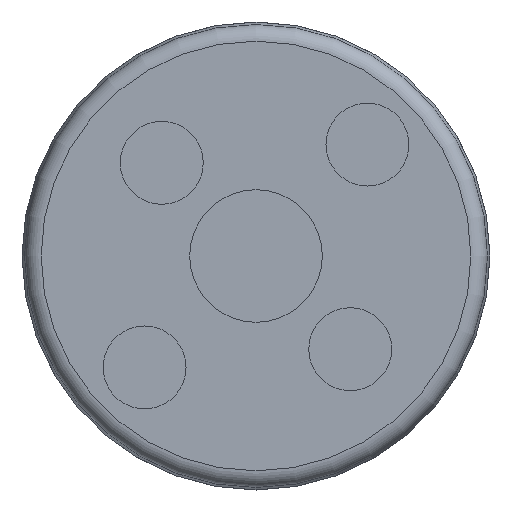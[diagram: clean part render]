
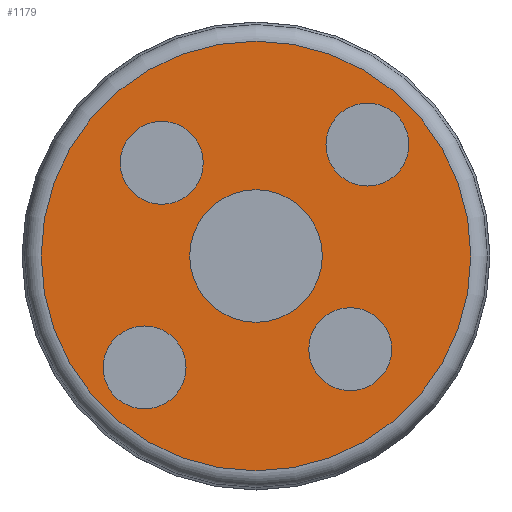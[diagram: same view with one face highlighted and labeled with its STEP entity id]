
A CAD part, front view. The second image highlights one B-rep face of the part: STEP entity #1179.
In plain terms, the highlighted planar face has unit normal (0, -1, 0).
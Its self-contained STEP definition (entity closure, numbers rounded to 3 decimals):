
#24=FACE_BOUND('',#277,.T.);
#25=FACE_BOUND('',#278,.T.);
#26=FACE_BOUND('',#279,.T.);
#27=FACE_BOUND('',#280,.T.);
#28=FACE_BOUND('',#281,.T.);
#135=PLANE('',#1282);
#200=FACE_OUTER_BOUND('',#276,.T.);
#276=EDGE_LOOP('',(#1008));
#277=EDGE_LOOP('',(#1009));
#278=EDGE_LOOP('',(#1010));
#279=EDGE_LOOP('',(#1011));
#280=EDGE_LOOP('',(#1012));
#281=EDGE_LOOP('',(#1013));
#477=CIRCLE('',#1209,2.5);
#479=CIRCLE('',#1213,2.5);
#481=CIRCLE('',#1217,2.5);
#483=CIRCLE('',#1221,2.5);
#486=CIRCLE('',#1226,4.);
#491=CIRCLE('',#1280,12.95);
#515=VERTEX_POINT('',#1629);
#517=VERTEX_POINT('',#1636);
#519=VERTEX_POINT('',#1643);
#521=VERTEX_POINT('',#1650);
#524=VERTEX_POINT('',#1659);
#604=VERTEX_POINT('',#2213);
#623=EDGE_CURVE('',#515,#515,#477,.T.);
#626=EDGE_CURVE('',#517,#517,#479,.T.);
#629=EDGE_CURVE('',#519,#519,#481,.T.);
#632=EDGE_CURVE('',#521,#521,#483,.T.);
#637=EDGE_CURVE('',#524,#524,#486,.T.);
#755=EDGE_CURVE('',#604,#604,#491,.T.);
#1008=ORIENTED_EDGE('',*,*,#755,.F.);
#1009=ORIENTED_EDGE('',*,*,#623,.T.);
#1010=ORIENTED_EDGE('',*,*,#626,.T.);
#1011=ORIENTED_EDGE('',*,*,#629,.T.);
#1012=ORIENTED_EDGE('',*,*,#632,.T.);
#1013=ORIENTED_EDGE('',*,*,#637,.T.);
#1179=ADVANCED_FACE('',(#200,#24,#25,#26,#27,#28),#135,.T.);
#1209=AXIS2_PLACEMENT_3D('',#1630,#1323,#1324);
#1213=AXIS2_PLACEMENT_3D('',#1637,#1332,#1333);
#1217=AXIS2_PLACEMENT_3D('',#1644,#1341,#1342);
#1221=AXIS2_PLACEMENT_3D('',#1651,#1350,#1351);
#1226=AXIS2_PLACEMENT_3D('',#1661,#1362,#1363);
#1280=AXIS2_PLACEMENT_3D('',#2215,#1543,#1544);
#1282=AXIS2_PLACEMENT_3D('',#2217,#1547,#1548);
#1323=DIRECTION('center_axis',(0.,1.,0.));
#1324=DIRECTION('ref_axis',(1.,0.,0.));
#1332=DIRECTION('center_axis',(0.,1.,0.));
#1333=DIRECTION('ref_axis',(1.,0.,0.));
#1341=DIRECTION('center_axis',(0.,1.,0.));
#1342=DIRECTION('ref_axis',(1.,0.,0.));
#1350=DIRECTION('center_axis',(0.,1.,0.));
#1351=DIRECTION('ref_axis',(1.,0.,0.));
#1362=DIRECTION('center_axis',(0.,1.,0.));
#1363=DIRECTION('ref_axis',(1.,0.,0.));
#1543=DIRECTION('center_axis',(0.,1.,0.));
#1544=DIRECTION('ref_axis',(1.,0.,0.));
#1547=DIRECTION('center_axis',(0.,-1.,0.));
#1548=DIRECTION('ref_axis',(0.,0.,-1.));
#1629=CARTESIAN_POINT('',(-178.745,44.79,5.614));
#1630=CARTESIAN_POINT('Origin',(-176.245,44.79,5.614));
#1636=CARTESIAN_POINT('',(-166.348,44.79,6.718));
#1637=CARTESIAN_POINT('Origin',(-163.848,44.79,6.718));
#1643=CARTESIAN_POINT('',(-179.783,44.79,-6.718));
#1644=CARTESIAN_POINT('Origin',(-177.283,44.79,-6.718));
#1650=CARTESIAN_POINT('',(-167.386,44.79,-5.614));
#1651=CARTESIAN_POINT('Origin',(-164.886,44.79,-5.614));
#1659=CARTESIAN_POINT('',(-174.566,44.79,0.));
#1661=CARTESIAN_POINT('Origin',(-170.566,44.79,0.));
#2213=CARTESIAN_POINT('',(-170.566,44.79,-12.95));
#2215=CARTESIAN_POINT('Origin',(-170.566,44.79,0.));
#2217=CARTESIAN_POINT('Origin',(-184.516,44.79,0.));
